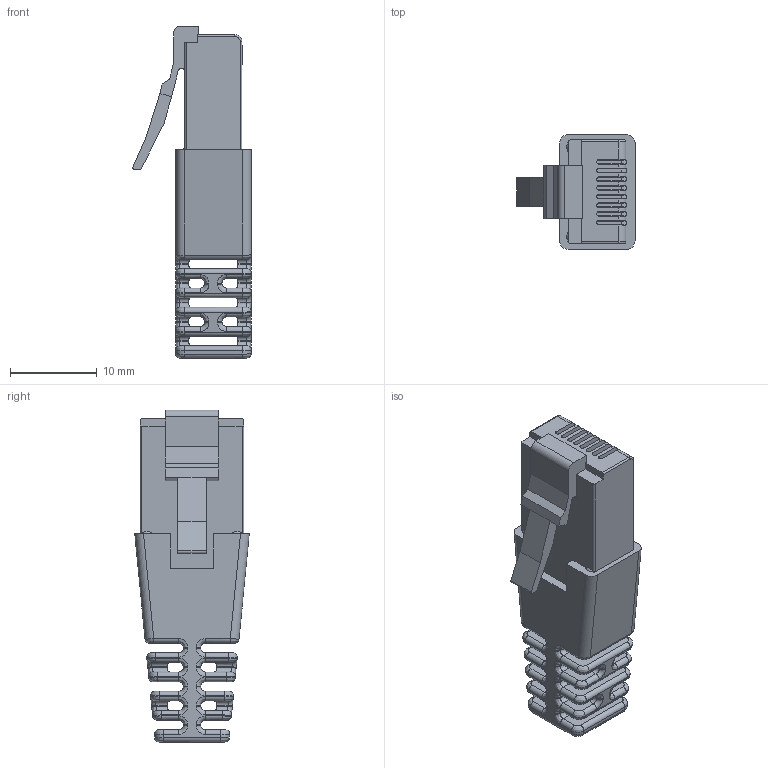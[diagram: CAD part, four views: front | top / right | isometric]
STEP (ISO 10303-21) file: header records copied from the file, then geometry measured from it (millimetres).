
FILE_DESCRIPTION(('Creo Elements/Direct Modeling STEP Export'),'2;1');
FILE_NAME('CX_8_J6M.stp','2014-03-26T13:35:07',(''),(''),'Creo Elements/Direct Modeling STEP processor for AP214 (Solid Model)','Creo Elements/Direct Modeling 18.0B 02-Dec-2011 (C) Parametric Technology GmbH','');
FILE_SCHEMA(('AUTOMOTIVE_DESIGN { 1 0 10303 214 1 1 1 1 }'));
Length unit declared in the file: millimetre
Products named in the file (2): CX_8_J6M
Assembly tree (1 placements, depth 2):
  CX_8_J6M
    CX_8_J6M
Bounding box: 13.61 x 13.2 x 38.25 mm (x, y, z)
Volume: 2522.4 mm3; surface area: 2831.8 mm2
Topology: 1 solids, 2 shells, 498 faces, 1311 edges, 806 vertices
Faces by surface type: cylinder 209, plane 185, bspline 100, sphere 2, torus 2
Entity records: 34835 total; most frequent: CARTESIAN_POINT 21279, ORIENTED_EDGE 2622, DIRECTION 1694, EDGE_CURVE 1311, VERTEX_POINT 806, VECTOR 720, LINE 720, EDGE_LOOP 515
